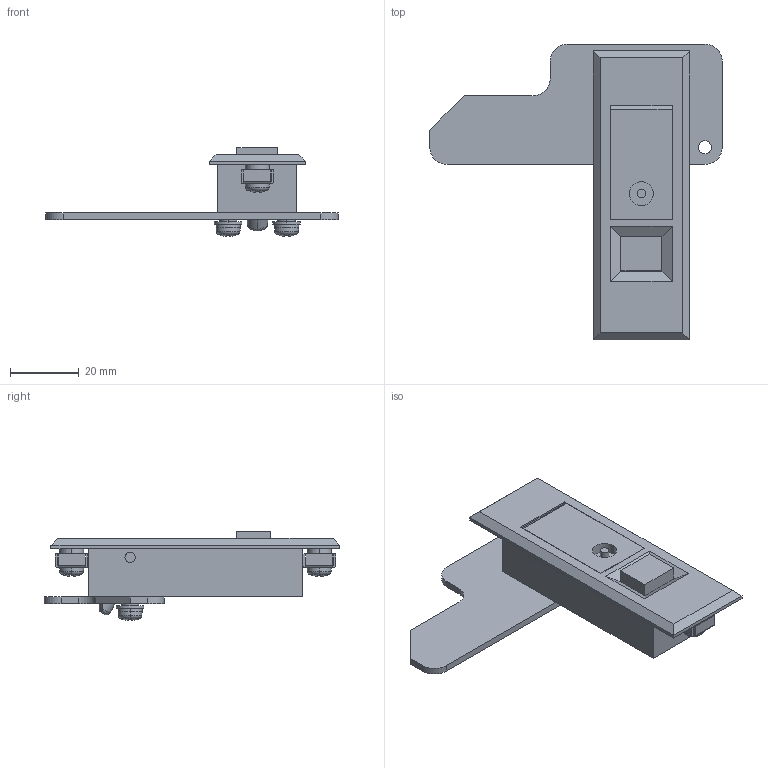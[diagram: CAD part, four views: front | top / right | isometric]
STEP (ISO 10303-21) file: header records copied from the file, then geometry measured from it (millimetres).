
FILE_DESCRIPTION (( 'STEP AP203' ), '1' );
FILE_NAME ('A-1260-3.STEP', '2020-10-01T05:34:53', ( '' ), ( '' ), 'SwSTEP 2.0', 'SolidWorks 2018', '' );
FILE_SCHEMA (( 'CONFIG_CONTROL_DESIGN' ));
Length unit declared in the file: millimetre
Products named in the file (9): A-1260-3; A-1260-3_ハンドル_; A-1260-3_十字穴付小ねじ_内径基準ver1.03_M4x5十字穴付なべ小ねじ(SUS); A-1260-3_オワンワッシャー_; A-1260-3_押しボタン_; A-1260-3_シャフト_; A-1260-3_止め金_; A-1260-3_十字穴付小ねじ_内径基準ver1.03_M4x8十字穴付なべ小ねじ(SUS)ダブルセムス小形(P4); A-1260-3_ケース_
Assembly tree (11 placements, depth 2):
  A-1260-3
    A-1260-3_ケース_
    A-1260-3_ハンドル_
    A-1260-3_シャフト_
    A-1260-3_押しボタン_
    A-1260-3_止め金_
    A-1260-3_十字穴付小ねじ_内径基準ver1.03_M4x5十字穴付なべ小ねじ(SUS)  x2
    A-1260-3_十字穴付小ねじ_内径基準ver1.03_M4x8十字穴付なべ小ねじ(SUS)ダブルセムス小形(P4)  x2
    A-1260-3_オワンワッシャー_  x2
Bounding box: 85 x 86 x 25.85 mm (x, y, z)
Volume: 26772 mm3; surface area: 20050 mm2
Topology: 11 solids, 11 shells, 420 faces, 1083 edges, 694 vertices
Faces by surface type: plane 229, cylinder 136, torus 17, cone 16, sphere 12, bspline 10
Entity records: 10905 total; most frequent: CARTESIAN_POINT 2200, DIRECTION 1635, ORIENTED_EDGE 1600, EDGE_CURVE 800, AXIS2_PLACEMENT_3D 581, VERTEX_POINT 512, LINE 473, VECTOR 473
